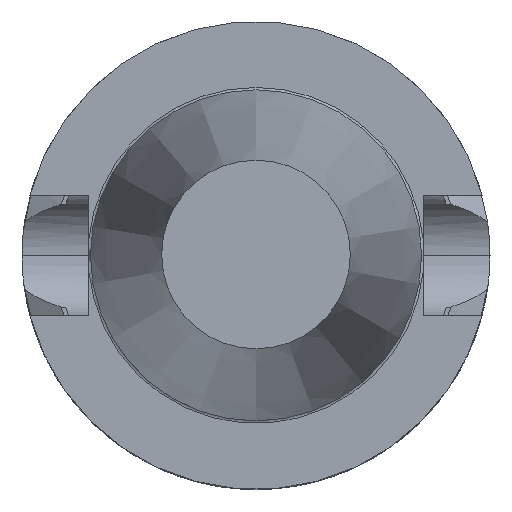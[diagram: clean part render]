
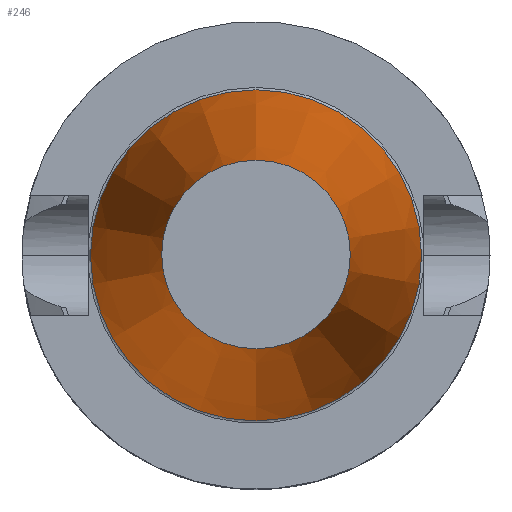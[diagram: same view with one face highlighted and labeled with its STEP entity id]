
A CAD part, top view. The second image highlights one B-rep face of the part: STEP entity #246.
In plain terms, the highlighted conical face has half-angle 8.297 degrees and reference radius 12.717 mm.
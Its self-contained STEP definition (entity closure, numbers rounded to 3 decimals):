
#175=CONICAL_SURFACE('',#1019,12.717,8.297);
#246=ADVANCED_FACE('',(#337,#338),#175,.T.);
#337=FACE_BOUND('',#415,.T.);
#338=FACE_BOUND('',#416,.T.);
#415=EDGE_LOOP('',(#564));
#416=EDGE_LOOP('',(#565));
#564=ORIENTED_EDGE('',*,*,#828,.F.);
#565=ORIENTED_EDGE('',*,*,#826,.T.);
#729=VERTEX_POINT('',#1574);
#731=VERTEX_POINT('',#1580);
#826=EDGE_CURVE('',#729,#729,#897,.T.);
#828=EDGE_CURVE('',#731,#731,#899,.T.);
#897=CIRCLE('',#1013,22.283);
#899=CIRCLE('',#1017,12.687);
#1013=AXIS2_PLACEMENT_3D('',#1573,#1248,#1249);
#1017=AXIS2_PLACEMENT_3D('',#1579,#1256,#1257);
#1019=AXIS2_PLACEMENT_3D('',#1582,#1260,#1261);
#1248=DIRECTION('',(0.,0.,1.));
#1249=DIRECTION('',(0.,1.,0.));
#1256=DIRECTION('',(0.,0.,1.));
#1257=DIRECTION('',(0.,1.,0.));
#1260=DIRECTION('',(0.,0.,-1.));
#1261=DIRECTION('',(0.,-1.,0.));
#1573=CARTESIAN_POINT('',(0.,0.,-0.399));
#1574=CARTESIAN_POINT('',(0.,22.283,-0.399));
#1579=CARTESIAN_POINT('',(0.,0.,65.4));
#1580=CARTESIAN_POINT('',(0.,12.687,65.4));
#1582=CARTESIAN_POINT('',(0.,0.,65.2));
